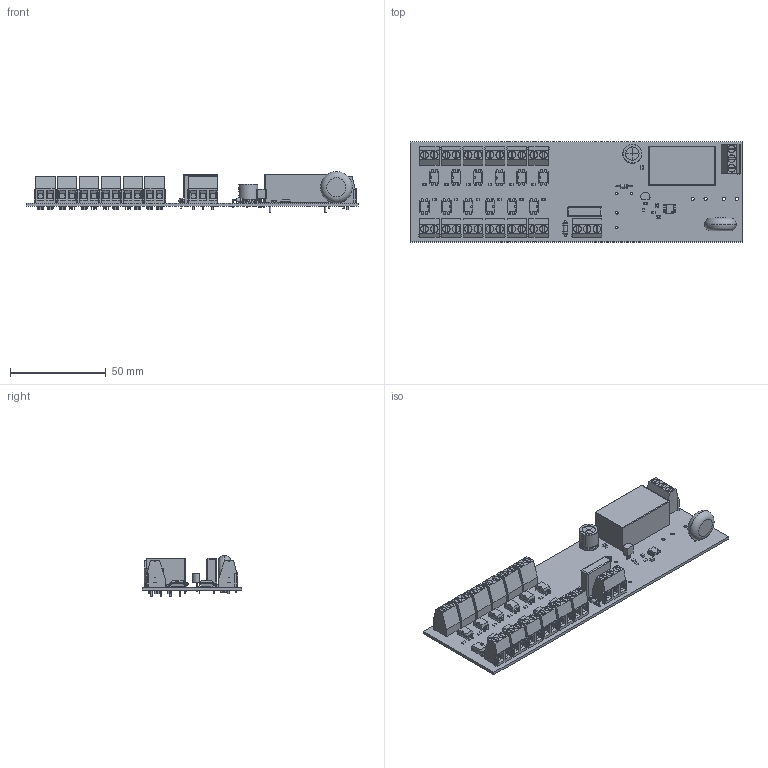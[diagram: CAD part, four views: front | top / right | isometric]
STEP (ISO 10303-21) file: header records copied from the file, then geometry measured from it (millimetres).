
FILE_DESCRIPTION(('KiCad electronic assembly'),'2;1');
FILE_NAME('UnderfloorHeatingController.step','2025-12-29T23:39:14',( 'Pcbnew'),('Kicad'),'Open CASCADE STEP processor 7.9', 'KiCad to STEP converter','Unknown');
FILE_SCHEMA(('AUTOMOTIVE_DESIGN { 1 0 10303 214 1 1 1 1 }'));
Length unit declared in the file: millimetre
Products named in the file (15): UnderfloorHeatingController 1; R_0805_2012Metric; C_Rect_L18.0mm_W5.0mm_P15.00mm_FKS3_FKP3; RV_Disc_D16.5mm_W6.7mm_P7.5mm; SOIC-8_3.9x4.9mm_P1.27mm; DIP-4_W7.62mm; TerminalBlock_Phoenix_MKDS-1,5-2-5.08_1x02_P5.08mm_Horizontal; CP_Radial_D10.0mm_P5.00mm; R_Axial_DIN0207_L6.3mm_D2.5mm_P7.62mm_Horizontal; D_DO-35_SOD27_P7.62mm_Horizontal; TO-92_Inline; Converter_ACDC_Hi-Link_HLK-PMxx; C_0805_2012Metric; TerminalBlock_Phoenix_MKDS-1,5-3-5.08_1x03_P5.08mm_Horizontal; UnderfloorHeatingController_PCB
Assembly tree (53 placements, depth 2):
  UnderfloorHeatingController 1
    R_0805_2012Metric  x15
    C_Rect_L18.0mm_W5.0mm_P15.00mm_FKS3_FKP3
    RV_Disc_D16.5mm_W6.7mm_P7.5mm
    SOIC-8_3.9x4.9mm_P1.27mm
    DIP-4_W7.62mm  x12
    TerminalBlock_Phoenix_MKDS-1,5-2-5.08_1x02_P5.08mm_Horizontal  x12
    CP_Radial_D10.0mm_P5.00mm
    R_Axial_DIN0207_L6.3mm_D2.5mm_P7.62mm_Horizontal
    D_DO-35_SOD27_P7.62mm_Horizontal
    TO-92_Inline
    Converter_ACDC_Hi-Link_HLK-PMxx
    C_0805_2012Metric  x3
    TerminalBlock_Phoenix_MKDS-1,5-3-5.08_1x03_P5.08mm_Horizontal  x2
    UnderfloorHeatingController_PCB
Bounding box: 173.72 x 52.32 x 21.43 mm (x, y, z)
Volume: 44208.5 mm3; surface area: 46889.2 mm2
Topology: 54 solids, 55 shells, 3169 faces, 8109 edges, 5129 vertices
Faces by surface type: plane 2296, cylinder 510, bspline 333, torus 18, sphere 8, revolution 4
Full cylindrical faces by diameter (mm): 0.5 x3, 0.6 x2, 0.7 x2, 0.75 x3, 0.8 x56, 0.81 x2, 0.9 x4, 1 x6, 1.2 x2, 1.3 x34, 1.7 x4, 2 x2, 2.02 x1, 2.25 x1, 2.5 x2, 3.8 x30, 4 x30, 16.5 x1
Entity records: 30069 total; most frequent: CARTESIAN_POINT 5631, DIRECTION 3936, ORIENTED_EDGE 3853, EDGE_CURVE 1927, AXIS2_PLACEMENT_3D 1337, LINE 1258, VECTOR 1258, VERTEX_POINT 1227
